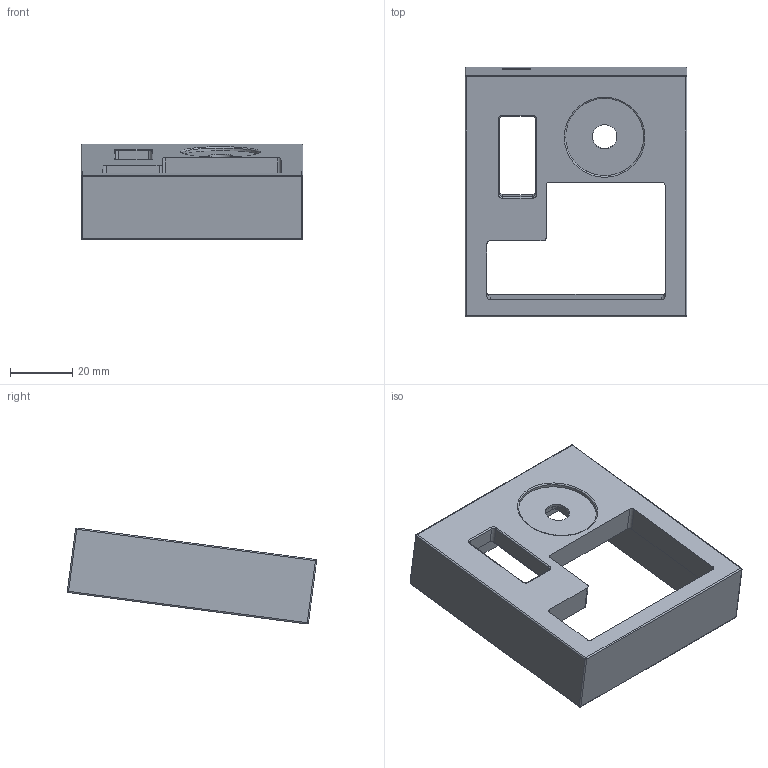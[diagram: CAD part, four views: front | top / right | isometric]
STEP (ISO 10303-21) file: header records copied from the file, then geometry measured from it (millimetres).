
FILE_DESCRIPTION(/* description */ (''),/* implementation_level */ '2;1');
FILE_NAME(/* name */ 'Top - OBJ.step',/* time_stamp */ '2021-12-01T17:34:24-06:00',/* author */ (''),/* organization */ (''),/* preprocessor_version */ 'ST-DEVELOPER v18.1',/* originating_system */ 'Autodesk Translation Framework v10.10.0.1391',/* authorisation */ '');
FILE_SCHEMA (('AUTOMOTIVE_DESIGN { 1 0 10303 214 3 1 1 }'));
Length unit declared in the file: millimetre
Products named in the file (1): Kinetic.Pad Case
Bounding box: 71.15 x 80.02 x 30.81 mm (x, y, z)
Volume: 43734.2 mm3; surface area: 19114.7 mm2
Topology: 1 solids, 1 shells, 113 faces, 272 edges, 169 vertices
Faces by surface type: cylinder 52, plane 48, sphere 8, torus 5
Full cylindrical faces by diameter (mm): 1.623 x4, 7.9 x1, 25.1 x1
Entity records: 3329 total; most frequent: DIRECTION 610, CARTESIAN_POINT 555, ORIENTED_EDGE 544, EDGE_CURVE 272, AXIS2_PLACEMENT_3D 224, VERTEX_POINT 169, LINE 162, VECTOR 162
